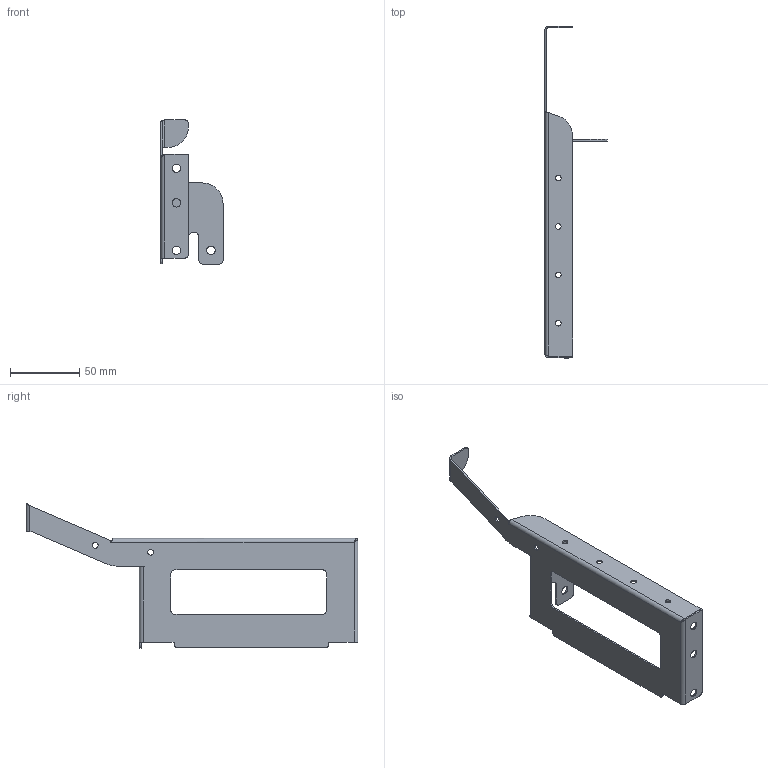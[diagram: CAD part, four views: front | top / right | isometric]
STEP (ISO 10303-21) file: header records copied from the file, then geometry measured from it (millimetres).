
FILE_DESCRIPTION (( 'STEP AP203' ), '1' );
FILE_NAME ('MMP.05.00.00.001-01 Support.STEP', '2023-02-14T10:51:29', ( '' ), ( '' ), 'SwSTEP 2.0', 'SolidWorks 2017', '' );
FILE_SCHEMA (( 'CONFIG_CONTROL_DESIGN' ));
Length unit declared in the file: millimetre
Products named in the file (1): MMP.05.00.00.001-01 Support
Bounding box: 45 x 240 x 104.35 mm (x, y, z)
Volume: 20302.6 mm3; surface area: 35433.1 mm2
Topology: 1 solids, 1 shells, 97 faces, 253 edges, 158 vertices
Faces by surface type: plane 47, cylinder 46, bspline 4
Entity records: 3247 total; most frequent: CARTESIAN_POINT 714, DIRECTION 512, ORIENTED_EDGE 506, EDGE_CURVE 253, AXIS2_PLACEMENT_3D 178, VERTEX_POINT 158, LINE 156, VECTOR 156
